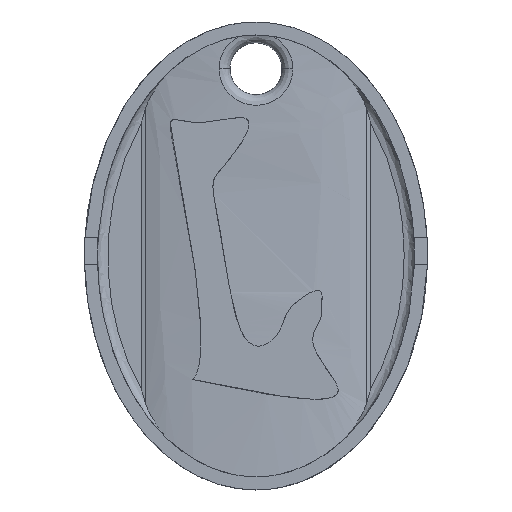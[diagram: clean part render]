
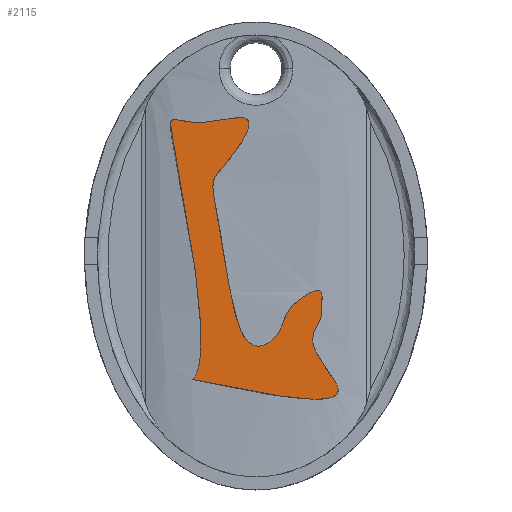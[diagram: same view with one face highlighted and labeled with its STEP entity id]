
A CAD part, top view. The second image highlights one B-rep face of the part: STEP entity #2115.
In plain terms, the highlighted free-form (B-spline) face has degree [1, 1] with [2, 2] control points.
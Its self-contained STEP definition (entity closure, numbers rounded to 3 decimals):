
#1764 = EDGE_CURVE('',#1765,#1767,#1769,.T.);
#1765 = VERTEX_POINT('',#1766);
#1766 = CARTESIAN_POINT('',(2.745,-22.759,
    12.196));
#1767 = VERTEX_POINT('',#1768);
#1768 = CARTESIAN_POINT('',(-10.702,-29.421,
    12.196));
#1769 = B_SPLINE_CURVE_WITH_KNOTS('',5,(#1770,#1771,#1772,#1773,#1774,
    #1775,#1776,#1777,#1778,#1779,#1780,#1781,#1782,#1783,#1784,#1785,
    #1786,#1787,#1788,#1789,#1790,#1791,#1792,#1793,#1794,#1795,#1796),
  .UNSPECIFIED.,.F.,.F.,(6,3,3,3,3,3,3,3,6),(108.171,111.073
    ,116.453,121.878,123.594,125.467,
    129.176,132.61,156.889),.UNSPECIFIED.);
#1770 = CARTESIAN_POINT('',(2.745,-22.759,
    12.196));
#1771 = CARTESIAN_POINT('',(3.134,-22.409,
    12.196));
#1772 = CARTESIAN_POINT('',(3.493,-22.006,
    12.196));
#1773 = CARTESIAN_POINT('',(3.805,-21.574,
    12.196));
#1774 = CARTESIAN_POINT('',(4.498,-20.345,
    12.196));
#1775 = CARTESIAN_POINT('',(4.776,-19.173,
    12.196));
#1776 = CARTESIAN_POINT('',(4.898,-18.471,12.196
    ));
#1777 = CARTESIAN_POINT('',(6.222,-16.629,
    12.196));
#1778 = CARTESIAN_POINT('',(8.884,-14.804,
    12.196));
#1779 = CARTESIAN_POINT('',(10.347,-14.117,
    12.196));
#1780 = CARTESIAN_POINT('',(11.067,-14.476,
    12.196));
#1781 = CARTESIAN_POINT('',(11.077,-15.672,
    12.196));
#1782 = CARTESIAN_POINT('',(11.054,-15.993,
    12.196));
#1783 = CARTESIAN_POINT('',(11.019,-16.676,
    12.196));
#1784 = CARTESIAN_POINT('',(11.029,-17.336,
    12.196));
#1785 = CARTESIAN_POINT('',(11.052,-17.659,
    12.196));
#1786 = CARTESIAN_POINT('',(11.066,-18.584,
    12.196));
#1787 = CARTESIAN_POINT('',(10.813,-19.445,
    12.196));
#1788 = CARTESIAN_POINT('',(10.429,-20.032,
    12.196));
#1789 = CARTESIAN_POINT('',(9.728,-21.201,12.196)
  );
#1790 = CARTESIAN_POINT('',(9.426,-22.434,12.196
    ));
#1791 = CARTESIAN_POINT('',(9.442,-23.039,
    12.196));
#1792 = CARTESIAN_POINT('',(10.565,-27.956,
    12.196));
#1793 = CARTESIAN_POINT('',(17.443,-32.697,
    12.196));
#1794 = CARTESIAN_POINT('',(15.766,-34.227,12.196
    ));
#1795 = CARTESIAN_POINT('',(6.384,-33.136,
    12.196));
#1796 = CARTESIAN_POINT('',(-10.702,-29.421,
    12.196));
#1939 = EDGE_CURVE('',#1767,#1765,#1940,.T.);
#1940 = B_SPLINE_CURVE_WITH_KNOTS('',5,(#1941,#1942,#1943,#1944,#1945,
    #1946,#1947,#1948,#1949,#1950,#1951,#1952,#1953,#1954,#1955,#1956,
    #1957,#1958,#1959,#1960,#1961,#1962,#1963,#1964,#1965,#1966,#1967),
  .UNSPECIFIED.,.F.,.F.,(6,3,3,3,3,3,3,3,6),(0.,18.284,
    49.729,54.718,61.737,67.967,
    72.182,94.378,108.171),.UNSPECIFIED.);
#1941 = CARTESIAN_POINT('',(-10.702,-29.421,
    12.196));
#1942 = CARTESIAN_POINT('',(-9.691,-28.665,
    12.196));
#1943 = CARTESIAN_POINT('',(-9.117,-26.631,
    12.196));
#1944 = CARTESIAN_POINT('',(-8.98,-23.319,
    12.196));
#1945 = CARTESIAN_POINT('',(-9.796,-10.835,
    12.196));
#1946 = CARTESIAN_POINT('',(-12.887,6.275,12.196
    ));
#1947 = CARTESIAN_POINT('',(-15.091,15.623,
    12.196));
#1948 = CARTESIAN_POINT('',(-15.856,14.282,
    12.196));
#1949 = CARTESIAN_POINT('',(-10.415,13.62,
    12.196));
#1950 = CARTESIAN_POINT('',(-9.541,13.586,
    12.196));
#1951 = CARTESIAN_POINT('',(-7.098,13.778,
    12.196));
#1952 = CARTESIAN_POINT('',(-4.259,14.367,
    12.196));
#1953 = CARTESIAN_POINT('',(-2.669,14.724,
    12.196));
#1954 = CARTESIAN_POINT('',(-0.827,14.435,
    12.196));
#1955 = CARTESIAN_POINT('',(-1.167,12.479,
    12.196));
#1956 = CARTESIAN_POINT('',(-1.808,11.219,
    12.196));
#1957 = CARTESIAN_POINT('',(-3.12,9.168,
    12.196));
#1958 = CARTESIAN_POINT('',(-4.416,7.531,
    12.196));
#1959 = CARTESIAN_POINT('',(-4.89,6.971,
    12.196));
#1960 = CARTESIAN_POINT('',(-7.527,3.955,
    12.196));
#1961 = CARTESIAN_POINT('',(-7.987,3.153,
    12.196));
#1962 = CARTESIAN_POINT('',(-6.571,0.804,
    12.196));
#1963 = CARTESIAN_POINT('',(-5.305,-10.681,
    12.196));
#1964 = CARTESIAN_POINT('',(-2.936,-21.848,
    12.196));
#1965 = CARTESIAN_POINT('',(-1.612,-24.915,
    12.196));
#1966 = CARTESIAN_POINT('',(0.899,-24.425,
    12.196));
#1967 = CARTESIAN_POINT('',(2.745,-22.759,
    12.196));
#2115 = ADVANCED_FACE('',(#2116),#2120,.T.);
#2116 = FACE_BOUND('',#2117,.T.);
#2117 = EDGE_LOOP('',(#2118,#2119));
#2118 = ORIENTED_EDGE('',*,*,#1764,.F.);
#2119 = ORIENTED_EDGE('',*,*,#1939,.F.);
#2120 = B_SPLINE_SURFACE_WITH_KNOTS('',1,1,(
    (#2121,#2122)
    ,(#2123,#2124
    )),.UNSPECIFIED.,.F.,.F.,.F.,(2,2),(2,2),(-18.201,
    20.023),(-39.289,17.933),
  .PIECEWISE_BEZIER_KNOTS.);
#2121 = CARTESIAN_POINT('',(-15.856,-34.227,12.196
    ));
#2122 = CARTESIAN_POINT('',(-15.856,15.623,
    12.196));
#2123 = CARTESIAN_POINT('',(17.443,-34.227,12.196
    ));
#2124 = CARTESIAN_POINT('',(17.443,15.623,
    12.196));
